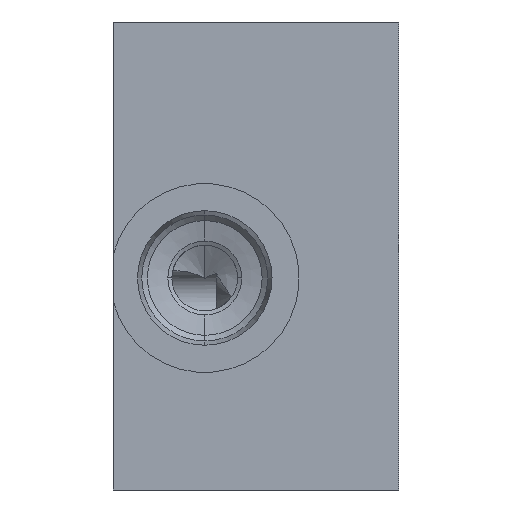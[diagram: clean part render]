
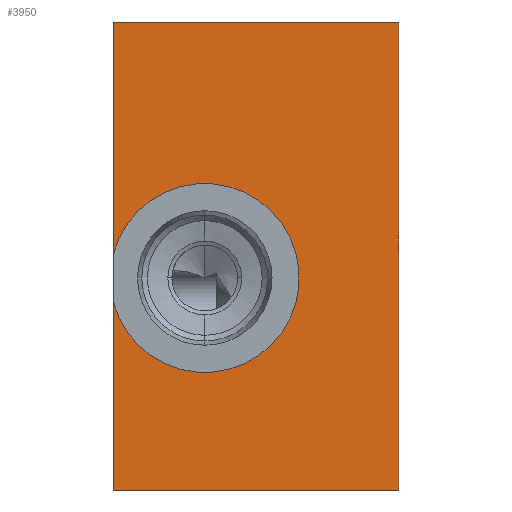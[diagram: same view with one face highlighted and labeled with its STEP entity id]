
A CAD part, front view. The second image highlights one B-rep face of the part: STEP entity #3950.
In plain terms, the highlighted planar face has unit normal (0, -1, 0).
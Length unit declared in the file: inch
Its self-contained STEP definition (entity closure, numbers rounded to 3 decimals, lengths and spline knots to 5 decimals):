
#5=DIRECTION('',(1.,0.,0.));
#6=VECTOR('',#5,2.438);
#7=CARTESIAN_POINT('',(0.,-4.5,0.));
#8=LINE('',#7,#6);
#551=DIRECTION('',(0.,0.,1.));
#552=VECTOR('',#551,4.);
#553=CARTESIAN_POINT('',(2.438,-4.5,0.));
#554=LINE('',#553,#552);
#595=DIRECTION('',(0.,0.,1.));
#596=VECTOR('',#595,1.98481);
#597=CARTESIAN_POINT('',(0.,-4.5,2.01519));
#598=LINE('',#597,#596);
#599=DIRECTION('',(0.,0.,1.));
#600=VECTOR('',#599,1.60881);
#601=CARTESIAN_POINT('',(0.,-4.5,0.));
#602=LINE('',#601,#600);
#608=CARTESIAN_POINT('',(0.781,-4.5,1.812));
#609=DIRECTION('',(0.,1.,0.));
#610=DIRECTION('',(-0.968,0.,0.252));
#611=AXIS2_PLACEMENT_3D('',#608,#609,#610);
#1085=DIRECTION('',(1.,0.,0.));
#1086=VECTOR('',#1085,2.438);
#1087=CARTESIAN_POINT('',(0.,-4.5,4.));
#1088=LINE('',#1087,#1086);
#3303=CARTESIAN_POINT('',(0.,-4.5,0.));
#3305=VERTEX_POINT('',#3303);
#3306=CARTESIAN_POINT('',(2.438,-4.5,0.));
#3307=VERTEX_POINT('',#3306);
#3311=CARTESIAN_POINT('',(0.,-4.5,4.));
#3313=VERTEX_POINT('',#3311);
#3314=CARTESIAN_POINT('',(2.438,-4.5,4.));
#3315=VERTEX_POINT('',#3314);
#3693=CARTESIAN_POINT('',(0.,-4.5,1.60881));
#3695=VERTEX_POINT('',#3693);
#3697=CARTESIAN_POINT('',(0.,-4.5,2.01519));
#3699=VERTEX_POINT('',#3697);
#3935=CARTESIAN_POINT('',(0.,-4.5,0.));
#3936=DIRECTION('',(0.,-1.,0.));
#3937=DIRECTION('',(1.,0.,0.));
#3938=AXIS2_PLACEMENT_3D('',#3935,#3936,#3937);
#3939=PLANE('',#3938);
#3941=ORIENTED_EDGE('',*,*,#3940,.F.);
#3942=ORIENTED_EDGE('',*,*,#3771,.T.);
#3944=ORIENTED_EDGE('',*,*,#3943,.T.);
#3945=ORIENTED_EDGE('',*,*,#3904,.F.);
#3946=ORIENTED_EDGE('',*,*,#3736,.F.);
#3947=ORIENTED_EDGE('',*,*,#3764,.T.);
#3948=EDGE_LOOP('',(#3941,#3942,#3944,#3945,#3946,#3947));
#3949=FACE_OUTER_BOUND('',#3948,.F.);
#3950=ADVANCED_FACE('',(#3949),#3939,.T.);
#612=CIRCLE('',#611,0.807);
#3736=EDGE_CURVE('',#3305,#3307,#8,.T.);
#3764=EDGE_CURVE('',#3305,#3695,#602,.T.);
#3771=EDGE_CURVE('',#3699,#3313,#598,.T.);
#3904=EDGE_CURVE('',#3307,#3315,#554,.T.);
#3940=EDGE_CURVE('',#3699,#3695,#612,.T.);
#3943=EDGE_CURVE('',#3313,#3315,#1088,.T.);
